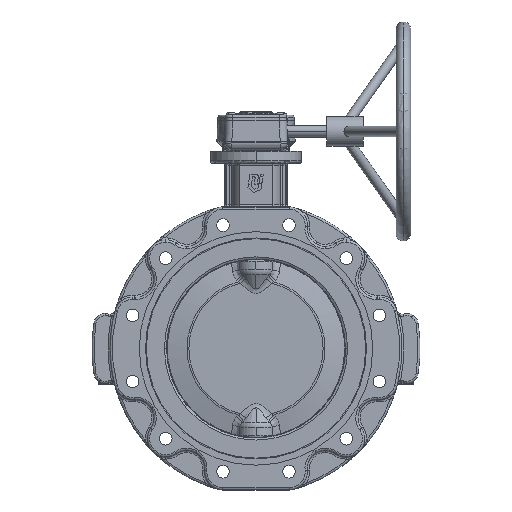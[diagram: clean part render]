
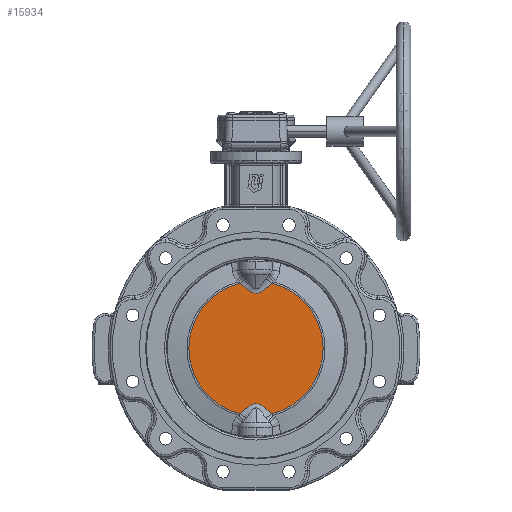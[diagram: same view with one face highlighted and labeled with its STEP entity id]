
A CAD part, left-side view. The second image highlights one B-rep face of the part: STEP entity #15934.
In plain terms, the highlighted planar face has unit normal (-1, 0, 0).
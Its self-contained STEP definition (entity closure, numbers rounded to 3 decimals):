
#13388=CARTESIAN_POINT('',(-11.,20.992,-89.652));
#13389=VERTEX_POINT('',#13388);
#13481=CARTESIAN_POINT('',(-11.,-20.992,-89.652));
#13482=VERTEX_POINT('',#13481);
#13493=CARTESIAN_POINT('',(-11.,-20.992,-89.652));
#13494=CARTESIAN_POINT('',(-11.,-19.383,-87.774));
#13495=CARTESIAN_POINT('',(-11.,-16.049,-84.109));
#13496=CARTESIAN_POINT('',(-11.,-10.483,-79.164));
#13497=CARTESIAN_POINT('',(-11.,-4.977,-76.101));
#13498=CARTESIAN_POINT('',(-11.,-0.008,-75.371));
#13499=CARTESIAN_POINT('',(-11.,3.705,-75.911));
#13500=CARTESIAN_POINT('',(-11.,7.169,-77.323));
#13501=CARTESIAN_POINT('',(-11.,11.388,-79.966));
#13502=CARTESIAN_POINT('',(-11.,16.015,-84.08));
#13503=CARTESIAN_POINT('',(-11.,19.383,-87.774));
#13504=CARTESIAN_POINT('',(-11.,20.992,-89.652));
#13505=B_SPLINE_CURVE_WITH_KNOTS('',3,(#13493,#13494,#13495,#13496,#13497,#13498,#13499,#13500,#13501,#13502,#13503,#13504),.UNSPECIFIED.,.F.,.F.,(4,1,1,1,1,1,1,1,1,4),(-5.194,-4.452,-3.71,-2.968,-2.597,-2.226,-1.855,-1.484,-0.742,0.),.UNSPECIFIED.);
#13506=EDGE_CURVE('',#13482,#13389,#13505,.T.);
#15209=CARTESIAN_POINT('',(-11.,-20.992,89.652));
#15210=VERTEX_POINT('',#15209);
#15302=CARTESIAN_POINT('',(-11.,20.992,89.652));
#15303=VERTEX_POINT('',#15302);
#15314=CARTESIAN_POINT('',(-11.,20.992,89.652));
#15315=CARTESIAN_POINT('',(-11.,19.383,87.774));
#15316=CARTESIAN_POINT('',(-11.,16.049,84.109));
#15317=CARTESIAN_POINT('',(-11.,10.483,79.164));
#15318=CARTESIAN_POINT('',(-11.,4.977,76.101));
#15319=CARTESIAN_POINT('',(-11.,0.008,75.371));
#15320=CARTESIAN_POINT('',(-11.,-3.705,75.911));
#15321=CARTESIAN_POINT('',(-11.,-7.169,77.323));
#15322=CARTESIAN_POINT('',(-11.,-11.388,79.966));
#15323=CARTESIAN_POINT('',(-11.,-16.015,84.08));
#15324=CARTESIAN_POINT('',(-11.,-19.383,87.774));
#15325=CARTESIAN_POINT('',(-11.,-20.992,89.652));
#15326=B_SPLINE_CURVE_WITH_KNOTS('',3,(#15314,#15315,#15316,#15317,#15318,#15319,#15320,#15321,#15322,#15323,#15324,#15325),.UNSPECIFIED.,.F.,.F.,(4,1,1,1,1,1,1,1,1,4),(-5.194,-4.452,-3.71,-2.968,-2.597,-2.226,-1.855,-1.484,-0.742,0.),.UNSPECIFIED.);
#15327=EDGE_CURVE('',#15303,#15210,#15326,.T.);
#15654=CARTESIAN_POINT('',(-11.,92.077,-0.));
#15655=VERTEX_POINT('',#15654);
#15665=CARTESIAN_POINT('',(-11.,0.,0.));
#15666=DIRECTION('',(1.,-0.,-0.));
#15667=DIRECTION('',(0.,1.,0.));
#15668=AXIS2_PLACEMENT_3D('',#15665,#15666,#15667);
#15669=CIRCLE('',#15668,92.077);
#15670=EDGE_CURVE('',#13389,#15655,#15669,.T.);
#15680=CARTESIAN_POINT('',(-11.,-92.077,0.));
#15681=VERTEX_POINT('',#15680);
#15699=CARTESIAN_POINT('',(-11.,0.,0.));
#15700=DIRECTION('',(1.,-0.,-0.));
#15701=DIRECTION('',(-0.,-1.,-0.));
#15702=AXIS2_PLACEMENT_3D('',#15699,#15700,#15701);
#15703=CIRCLE('',#15702,92.077);
#15704=EDGE_CURVE('',#15210,#15681,#15703,.T.);
#15909=CARTESIAN_POINT('',(-11.,0.,46.669));
#15910=DIRECTION('',(-1.,0.,0.));
#15911=DIRECTION('',(0.,1.,0.));
#15912=AXIS2_PLACEMENT_3D('',#15909,#15910,#15911);
#15913=PLANE('',#15912);
#15914=ORIENTED_EDGE('',*,*,#13506,.F.);
#15915=CARTESIAN_POINT('',(-11.,0.,0.));
#15916=DIRECTION('',(1.,-0.,-0.));
#15917=DIRECTION('',(-0.,-1.,-0.));
#15918=AXIS2_PLACEMENT_3D('',#15915,#15916,#15917);
#15919=CIRCLE('',#15918,92.077);
#15920=EDGE_CURVE('',#15681,#13482,#15919,.T.);
#15921=ORIENTED_EDGE('',*,*,#15920,.F.);
#15922=ORIENTED_EDGE('',*,*,#15704,.F.);
#15923=ORIENTED_EDGE('',*,*,#15327,.F.);
#15924=CARTESIAN_POINT('',(-11.,0.,0.));
#15925=DIRECTION('',(1.,-0.,-0.));
#15926=DIRECTION('',(0.,1.,0.));
#15927=AXIS2_PLACEMENT_3D('',#15924,#15925,#15926);
#15928=CIRCLE('',#15927,92.077);
#15929=EDGE_CURVE('',#15655,#15303,#15928,.T.);
#15930=ORIENTED_EDGE('',*,*,#15929,.F.);
#15931=ORIENTED_EDGE('',*,*,#15670,.F.);
#15932=EDGE_LOOP('',(#15914,#15921,#15922,#15923,#15930,#15931));
#15933=FACE_BOUND('',#15932,.T.);
#15934=ADVANCED_FACE('',(#15933),#15913,.T.);
